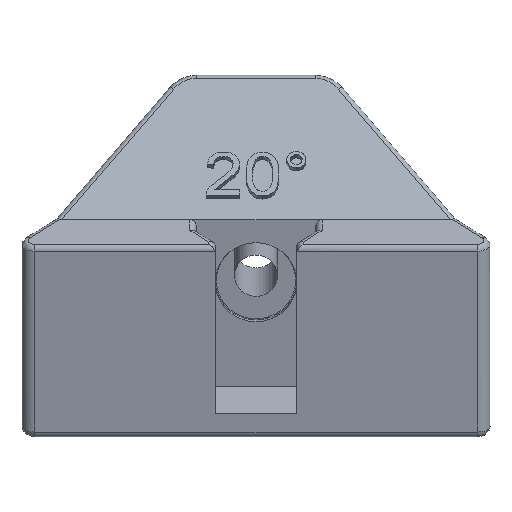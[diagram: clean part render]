
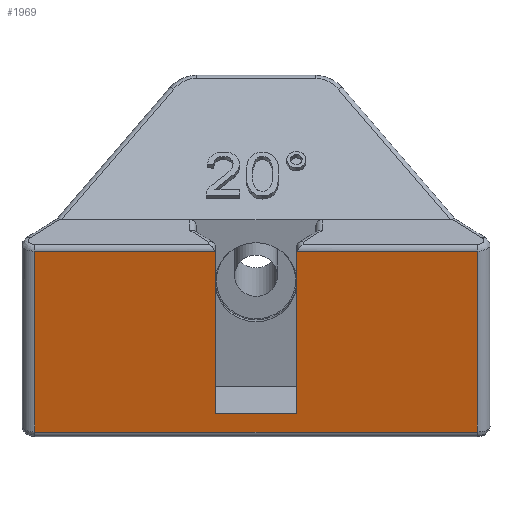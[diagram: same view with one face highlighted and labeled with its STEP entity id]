
A CAD part, isometric view. The second image highlights one B-rep face of the part: STEP entity #1969.
In plain terms, the highlighted planar face has unit normal (-0.664, -0.664, 0.342).
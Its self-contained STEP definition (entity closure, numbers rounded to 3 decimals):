
#82=ELLIPSE('',#2035,0.532,0.5);
#84=ELLIPSE('',#2038,0.532,0.5);
#383=FACE_OUTER_BOUND('',#503,.T.);
#503=EDGE_LOOP('',(#1822,#1823,#1824,#1825,#1826,#1827,#1828,#1829,#1830,
#1831));
#577=LINE('',#3947,#707);
#592=LINE('',#4063,#722);
#596=LINE('',#4069,#726);
#597=LINE('',#4072,#727);
#602=LINE('',#4083,#732);
#627=LINE('',#4175,#757);
#629=LINE('',#4179,#759);
#633=LINE('',#4186,#763);
#707=VECTOR('',#2220,10.);
#722=VECTOR('',#2277,10.);
#726=VECTOR('',#2285,10.);
#727=VECTOR('',#2288,10.);
#732=VECTOR('',#2299,10.);
#757=VECTOR('',#2404,10.);
#759=VECTOR('',#2408,10.);
#763=VECTOR('',#2416,10.);
#891=VERTEX_POINT('',#3754);
#892=VERTEX_POINT('',#3799);
#897=VERTEX_POINT('',#3850);
#904=VERTEX_POINT('',#3938);
#920=VERTEX_POINT('',#4071);
#923=VERTEX_POINT('',#4082);
#925=VERTEX_POINT('',#4087);
#928=VERTEX_POINT('',#4096);
#950=VERTEX_POINT('',#4174);
#951=VERTEX_POINT('',#4178);
#1157=EDGE_CURVE('',#904,#897,#577,.T.);
#1185=EDGE_CURVE('',#892,#904,#592,.T.);
#1189=EDGE_CURVE('',#897,#891,#596,.T.);
#1190=EDGE_CURVE('',#920,#892,#597,.T.);
#1196=EDGE_CURVE('',#891,#923,#602,.T.);
#1199=EDGE_CURVE('',#925,#920,#82,.T.);
#1203=EDGE_CURVE('',#923,#928,#84,.T.);
#1239=EDGE_CURVE('',#950,#928,#627,.T.);
#1241=EDGE_CURVE('',#951,#950,#629,.T.);
#1245=EDGE_CURVE('',#925,#951,#633,.T.);
#1822=ORIENTED_EDGE('',*,*,#1199,.F.);
#1823=ORIENTED_EDGE('',*,*,#1245,.T.);
#1824=ORIENTED_EDGE('',*,*,#1241,.T.);
#1825=ORIENTED_EDGE('',*,*,#1239,.T.);
#1826=ORIENTED_EDGE('',*,*,#1203,.F.);
#1827=ORIENTED_EDGE('',*,*,#1196,.F.);
#1828=ORIENTED_EDGE('',*,*,#1189,.F.);
#1829=ORIENTED_EDGE('',*,*,#1157,.F.);
#1830=ORIENTED_EDGE('',*,*,#1185,.F.);
#1831=ORIENTED_EDGE('',*,*,#1190,.F.);
#1857=PLANE('',#2076);
#1969=ADVANCED_FACE('',(#383),#1857,.T.);
#2035=AXIS2_PLACEMENT_3D('',#4089,#2305,#2306);
#2038=AXIS2_PLACEMENT_3D('',#4097,#2313,#2314);
#2076=AXIS2_PLACEMENT_3D('',#4187,#2417,#2418);
#2220=DIRECTION('',(-0.707,0.707,0.));
#2277=DIRECTION('',(-0.242,-0.242,-0.94));
#2285=DIRECTION('',(0.242,0.242,0.94));
#2288=DIRECTION('',(0.707,-0.707,0.));
#2299=DIRECTION('',(0.707,-0.707,0.));
#2305=DIRECTION('center_axis',(0.664,0.664,-0.342));
#2306=DIRECTION('ref_axis',(0.242,0.242,0.94));
#2313=DIRECTION('center_axis',(0.664,0.664,-0.342));
#2314=DIRECTION('ref_axis',(0.242,0.242,0.94));
#2404=DIRECTION('',(0.242,0.242,0.94));
#2408=DIRECTION('',(-0.707,0.707,0.));
#2416=DIRECTION('',(-0.242,-0.242,-0.94));
#2417=DIRECTION('center_axis',(-0.664,-0.664,0.342));
#2418=DIRECTION('ref_axis',(0.707,-0.707,0.));
#3754=CARTESIAN_POINT('',(-8.03,16.84,43.271));
#3799=CARTESIAN_POINT('',(16.84,-8.03,43.271));
#3850=CARTESIAN_POINT('',(-11.633,13.237,29.271));
#3938=CARTESIAN_POINT('',(13.237,-11.633,29.271));
#3947=CARTESIAN_POINT('',(-6.269,7.873,29.271));
#4063=CARTESIAN_POINT('',(19.278,-5.592,52.745));
#4069=CARTESIAN_POINT('',(-5.592,19.278,52.745));
#4071=CARTESIAN_POINT('',(6.724,2.085,43.271));
#4072=CARTESIAN_POINT('',(4.157,4.652,43.271));
#4082=CARTESIAN_POINT('',(2.085,6.724,43.271));
#4083=CARTESIAN_POINT('',(4.157,4.652,43.271));
#4087=CARTESIAN_POINT('',(6.659,2.063,43.1));
#4089=CARTESIAN_POINT('Origin',(7.012,1.709,43.1));
#4096=CARTESIAN_POINT('',(2.063,6.659,43.1));
#4097=CARTESIAN_POINT('Origin',(1.709,7.012,43.1));
#4174=CARTESIAN_POINT('',(-1.129,3.468,30.7));
#4175=CARTESIAN_POINT('',(4.545,9.141,52.745));
#4178=CARTESIAN_POINT('',(3.468,-1.129,30.7));
#4179=CARTESIAN_POINT('',(-5.902,8.241,30.7));
#4186=CARTESIAN_POINT('',(9.141,4.545,52.745));
#4187=CARTESIAN_POINT('Origin',(-7.299,20.985,52.745));
